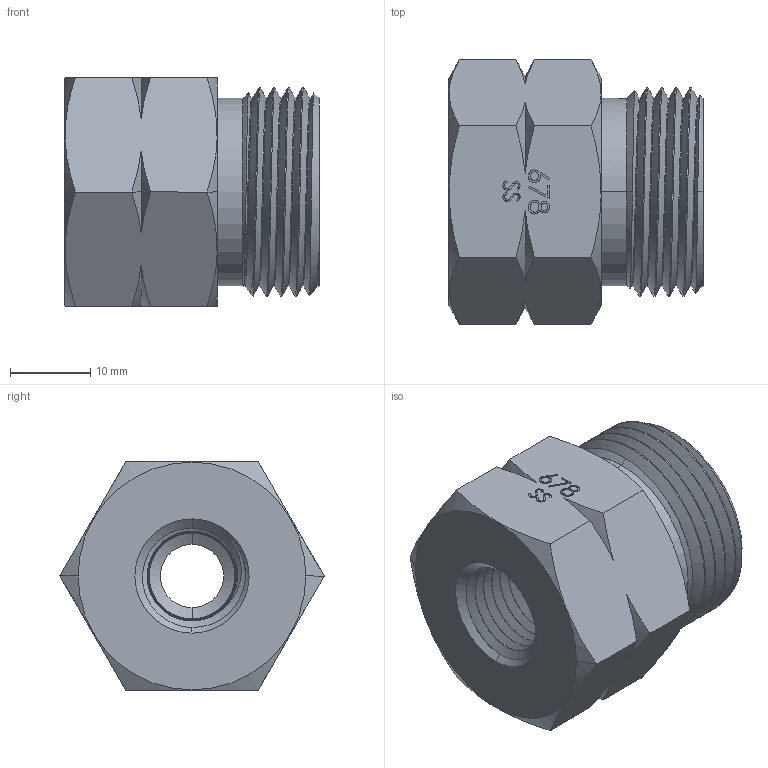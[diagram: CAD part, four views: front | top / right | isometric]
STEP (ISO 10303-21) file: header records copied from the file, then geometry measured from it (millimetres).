
FILE_DESCRIPTION (( 'STEP AP203' ), '1' );
FILE_NAME ('AD-678MSS-4FNPT.STEP', '2025-08-07T15:55:21', ( '' ), ( '' ), 'SwSTEP 2.0', 'SolidWorks 2018', '' );
FILE_SCHEMA (( 'CONFIG_CONTROL_DESIGN' ));
Length unit declared in the file: inch
Products named in the file (1): AD-678MSS-4FNPT
Bounding box: 31.75 x 33 x 28.57 mm (x, y, z)
Volume: 15641.1 mm3; surface area: 6178.8 mm2
Topology: 1 solids, 1 shells, 155 faces, 415 edges, 272 vertices
Faces by surface type: bspline 62, cone 43, plane 31, cylinder 19
Entity records: 14880 total; most frequent: CARTESIAN_POINT 11525, ORIENTED_EDGE 830, EDGE_CURVE 415, DIRECTION 413, VERTEX_POINT 272, B_SPLINE_CURVE_WITH_KNOTS 226, EDGE_LOOP 167, FACE_OUTER_BOUND 155
